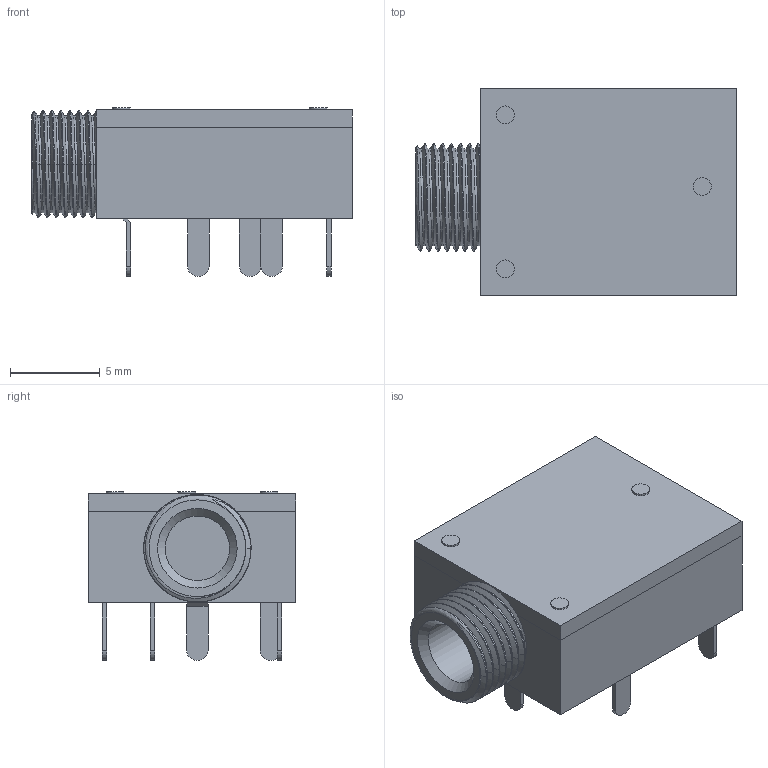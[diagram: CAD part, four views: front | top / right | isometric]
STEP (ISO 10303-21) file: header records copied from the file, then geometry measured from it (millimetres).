
FILE_DESCRIPTION(('FreeCAD Model'),'2;1');
FILE_NAME('Open CASCADE Shape Model','2025-05-26T10:56:55',( 'kicad StepUp'),('ksu MCAD'),'Open CASCADE STEP processor 7.8', 'FreeCAD','Unknown');
FILE_SCHEMA(('AUTOMOTIVE_DESIGN { 1 0 10303 214 1 1 1 1 }'));
Length unit declared in the file: millimetre
Products named in the file (1): Jack_3.5mm_Ledino_KB3SPRS_Horizontal
Bounding box: 17.9 x 11.6 x 9.4 mm (x, y, z)
Volume: 1070 mm3; surface area: 836.6 mm2
Topology: 1 solids, 1 shells, 86 faces, 202 edges, 127 vertices
Faces by surface type: plane 42, bspline 26, cylinder 15, torus 2, cone 1
Full cylindrical faces by diameter (mm): 1 x3, 3.6 x1
Entity records: 5252 total; most frequent: CARTESIAN_POINT 2663, ORIENTED_EDGE 404, DIRECTION 292, EDGE_CURVE 202, VERTEX_POINT 127, LINE 102, VECTOR 102, AXIS2_PLACEMENT_3D 95
